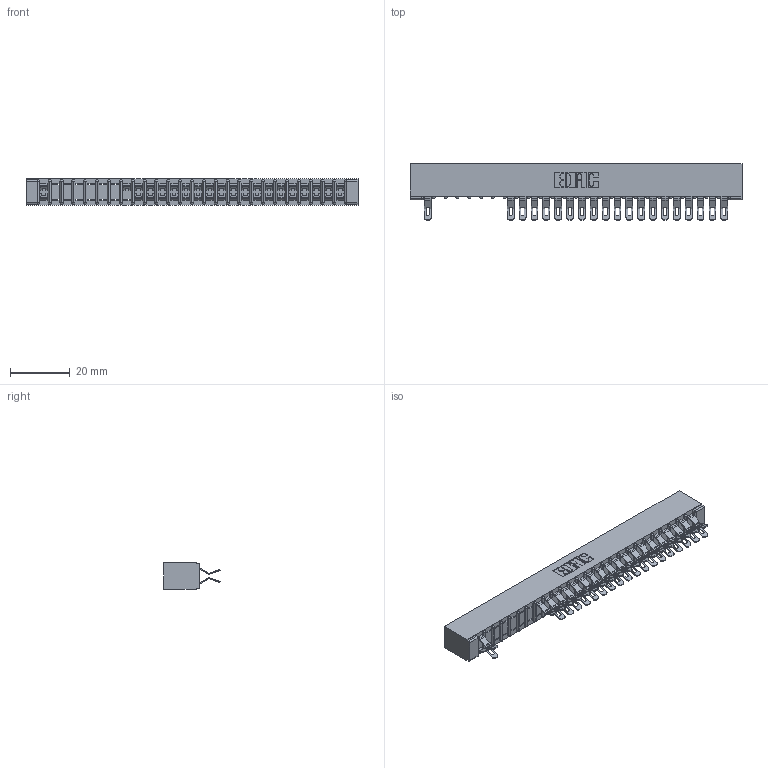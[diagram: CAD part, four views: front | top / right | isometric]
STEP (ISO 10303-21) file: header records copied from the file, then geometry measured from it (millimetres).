
FILE_DESCRIPTION (( 'STEP AP203' ), '1' );
FILE_NAME ('307-052-555-201.STEP', '2018-08-06T05:21:20', ( '' ), ( '' ), 'SwSTEP 2.0', 'SolidWorks 2016', '' );
FILE_SCHEMA (( 'CONFIG_CONTROL_DESIGN' ));
Length unit declared in the file: inch
Products named in the file (3): 307 Part_No Mounting Lugs; 307-290-001_555; 307-052-555-201
Assembly tree (40 placements, depth 2):
  307-052-555-201
    307 Part_No Mounting Lugs
    307-290-001_555  x39
Bounding box: 110.9 x 18.75 x 8.71 mm (x, y, z)
Volume: 7434.4 mm3; surface area: 13458 mm2
Topology: 40 solids, 40 shells, 2646 faces, 7774 edges, 5056 vertices
Faces by surface type: plane 1470, cylinder 1122, sphere 54
Entity records: 24937 total; most frequent: CARTESIAN_POINT 4141, ORIENTED_EDGE 4116, DIRECTION 4056, EDGE_CURVE 2058, VECTOR 1562, LINE 1562, VERTEX_POINT 1332, AXIS2_PLACEMENT_3D 1247
